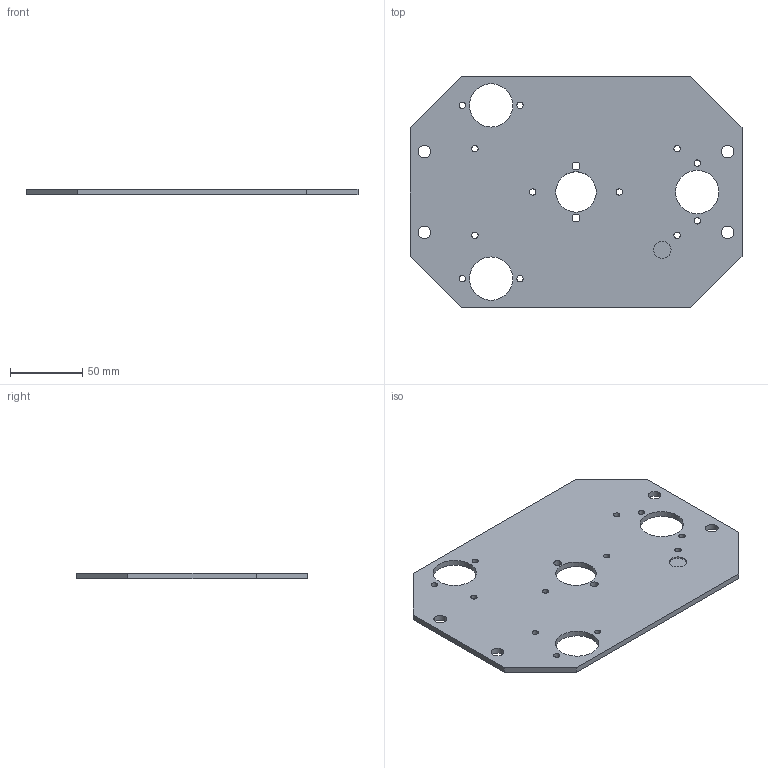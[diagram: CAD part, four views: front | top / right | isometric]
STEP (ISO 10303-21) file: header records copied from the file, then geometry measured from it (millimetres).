
FILE_DESCRIPTION(('FreeCAD Model'),'2;1');
FILE_NAME('top_sliding_platform.step','2021-02-05T11:51:01',('Author' ),(''),'Open CASCADE STEP processor 7.3','FreeCAD','Unknown');
FILE_SCHEMA(('AUTOMOTIVE_DESIGN { 1 0 10303 214 1 1 1 1 }'));
Length unit declared in the file: millimetre
Products named in the file (1): Body
Bounding box: 230 x 160 x 4 mm (x, y, z)
Volume: 124233.5 mm3; surface area: 67726.3 mm2
Topology: 1 solids, 1 shells, 34 faces, 93 edges, 62 vertices
Faces by surface type: cylinder 23, plane 11
Full cylindrical faces by diameter (mm): 4.4 x12, 5.5 x2, 8.8 x4, 12 x1, 28 x1, 30 x3
Entity records: 1212 total; most frequent: DIRECTION 209, CARTESIAN_POINT 190, ORIENTED_EDGE 186, EDGE_CURVE 93, AXIS2_PLACEMENT_3D 81, FACE_BOUND 79, EDGE_LOOP 79, VERTEX_POINT 62
